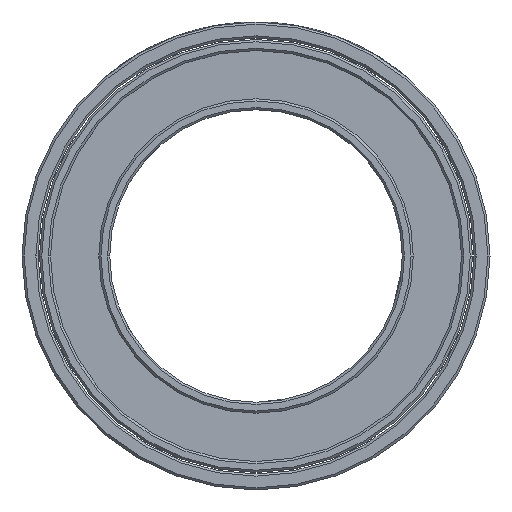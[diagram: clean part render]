
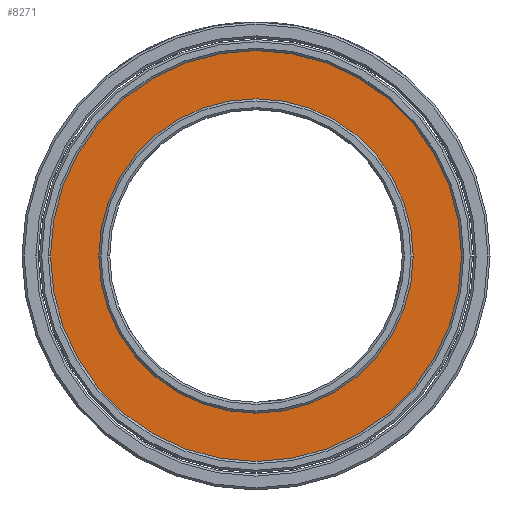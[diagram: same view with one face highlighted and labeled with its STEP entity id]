
A CAD part, front view. The second image highlights one B-rep face of the part: STEP entity #8271.
In plain terms, the highlighted planar face has unit normal (0, -1, 0).
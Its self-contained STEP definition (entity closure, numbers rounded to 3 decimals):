
#46 = DIRECTION ( 'NONE',  ( 0., -1., 0. ) ) ;
#1110 = CIRCLE ( 'NONE', #25582, 10.75 ) ;
#1804 = CARTESIAN_POINT ( 'NONE',  ( 10.75, -21.5, 0. ) ) ;
#1937 = PLANE ( 'NONE',  #14899 ) ;
#2663 = VERTEX_POINT ( 'NONE', #23670 ) ;
#3195 = ORIENTED_EDGE ( 'NONE', *, *, #16421, .F. ) ;
#3421 = VERTEX_POINT ( 'NONE', #17136 ) ;
#4590 = VERTEX_POINT ( 'NONE', #1804 ) ;
#7000 = AXIS2_PLACEMENT_3D ( 'NONE', #12863, #46, #8535 ) ;
#7515 = EDGE_CURVE ( 'NONE', #4590, #25704, #1110, .T. ) ;
#7872 = CIRCLE ( 'NONE', #7000, 10.75 ) ;
#8271 = ADVANCED_FACE ( 'NONE', ( #25207, #27454 ), #1937, .T. ) ;
#8535 = DIRECTION ( 'NONE',  ( 1., 0., 0. ) ) ;
#8537 = CARTESIAN_POINT ( 'NONE',  ( 0., -21.5, 0. ) ) ;
#9217 = ORIENTED_EDGE ( 'NONE', *, *, #7515, .F. ) ;
#9785 = CARTESIAN_POINT ( 'NONE',  ( -10.75, -21.5, 0. ) ) ;
#9936 = DIRECTION ( 'NONE',  ( 0., -1., 0. ) ) ;
#12455 = EDGE_CURVE ( 'NONE', #3421, #2663, #20133, .T. ) ;
#12863 = CARTESIAN_POINT ( 'NONE',  ( 0., -21.5, 0. ) ) ;
#13062 = DIRECTION ( 'NONE',  ( 0., -1., 0. ) ) ;
#13204 = DIRECTION ( 'NONE',  ( 0., -1., 0. ) ) ;
#13753 = EDGE_CURVE ( 'NONE', #2663, #3421, #26006, .T. ) ;
#13950 = AXIS2_PLACEMENT_3D ( 'NONE', #21874, #13204, #15598 ) ;
#14899 = AXIS2_PLACEMENT_3D ( 'NONE', #23113, #13062, #23383 ) ;
#15598 = DIRECTION ( 'NONE',  ( 1., 0., 0. ) ) ;
#15777 = ORIENTED_EDGE ( 'NONE', *, *, #12455, .T. ) ;
#16406 = EDGE_LOOP ( 'NONE', ( #9217, #3195 ) ) ;
#16421 = EDGE_CURVE ( 'NONE', #25704, #4590, #7872, .T. ) ;
#17136 = CARTESIAN_POINT ( 'NONE',  ( 14.05, -21.5, 0. ) ) ;
#18135 = EDGE_LOOP ( 'NONE', ( #15777, #23968 ) ) ;
#18442 = DIRECTION ( 'NONE',  ( 1., 0., 0. ) ) ;
#18989 = DIRECTION ( 'NONE',  ( 1., 0., 0. ) ) ;
#20133 = CIRCLE ( 'NONE', #23690, 14.05 ) ;
#20676 = CARTESIAN_POINT ( 'NONE',  ( 0., -21.5, 0. ) ) ;
#21874 = CARTESIAN_POINT ( 'NONE',  ( 0., -21.5, 0. ) ) ;
#23113 = CARTESIAN_POINT ( 'NONE',  ( 10.75, -21.5, 0. ) ) ;
#23383 = DIRECTION ( 'NONE',  ( 0., 0., -1. ) ) ;
#23670 = CARTESIAN_POINT ( 'NONE',  ( -14.05, -21.5, 0. ) ) ;
#23690 = AXIS2_PLACEMENT_3D ( 'NONE', #8537, #25552, #18989 ) ;
#23968 = ORIENTED_EDGE ( 'NONE', *, *, #13753, .T. ) ;
#25207 = FACE_OUTER_BOUND ( 'NONE', #18135, .T. ) ;
#25552 = DIRECTION ( 'NONE',  ( 0., -1., 0. ) ) ;
#25582 = AXIS2_PLACEMENT_3D ( 'NONE', #20676, #9936, #18442 ) ;
#25704 = VERTEX_POINT ( 'NONE', #9785 ) ;
#26006 = CIRCLE ( 'NONE', #13950, 14.05 ) ;
#27454 = FACE_BOUND ( 'NONE', #16406, .T. ) ;
